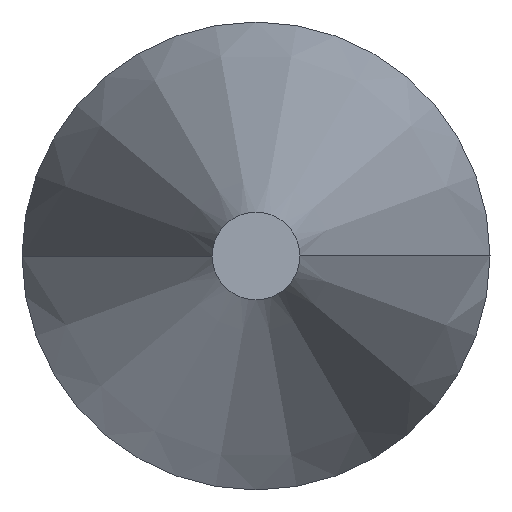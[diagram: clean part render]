
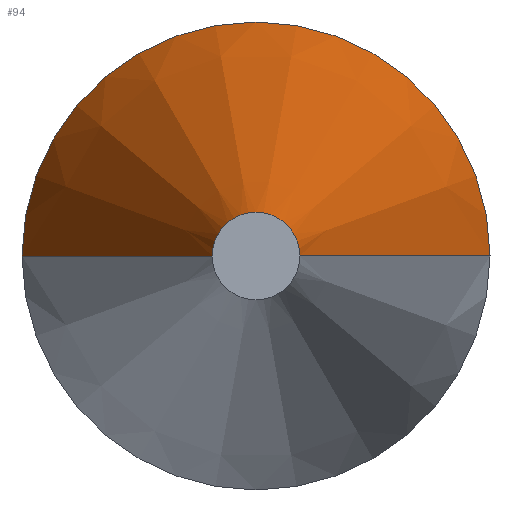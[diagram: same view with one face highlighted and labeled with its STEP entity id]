
A CAD part, front view. The second image highlights one B-rep face of the part: STEP entity #94.
In plain terms, the highlighted conical face has half-angle 15 degrees and reference radius 0.594 mm.
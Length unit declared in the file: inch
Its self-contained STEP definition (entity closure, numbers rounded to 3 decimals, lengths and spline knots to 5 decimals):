
#1 = EDGE_CURVE ( 'NONE', #36, #65, #68, .T. ) ;
#16 = CARTESIAN_POINT ( 'NONE',  ( -0.0234, 0.25, 0. ) ) ;
#18 = LINE ( 'NONE', #258, #124 ) ;
#19 = CIRCLE ( 'NONE', #319, 0.0234 ) ;
#24 = AXIS2_PLACEMENT_3D ( 'NONE', #320, #37, #349 ) ;
#27 = DIRECTION ( 'NONE',  ( 0.259, 0.966, 0. ) ) ;
#36 = VERTEX_POINT ( 'NONE', #205 ) ;
#37 = DIRECTION ( 'NONE',  ( 0., 1., 0. ) ) ;
#42 = CARTESIAN_POINT ( 'NONE',  ( 0.0234, 0.25, 0. ) ) ;
#44 = ORIENTED_EDGE ( 'NONE', *, *, #213, .F. ) ;
#62 = EDGE_CURVE ( 'NONE', #117, #36, #19, .T. ) ;
#65 = VERTEX_POINT ( 'NONE', #237 ) ;
#68 = LINE ( 'NONE', #42, #277 ) ;
#70 = DIRECTION ( 'NONE',  ( -0.259, 0.966, 0. ) ) ;
#71 = CARTESIAN_POINT ( 'NONE',  ( 0., 0.25, 0. ) ) ;
#81 = FACE_OUTER_BOUND ( 'NONE', #283, .T. ) ;
#94 = ADVANCED_FACE ( 'NONE', ( #81 ), #121, .T. ) ;
#99 = DIRECTION ( 'NONE',  ( 0., 1., 0. ) ) ;
#117 = VERTEX_POINT ( 'NONE', #16 ) ;
#121 = CONICAL_SURFACE ( 'NONE', #24, 0.0234, 0.262 ) ;
#124 = VECTOR ( 'NONE', #70, 39.37008 ) ;
#136 = DIRECTION ( 'NONE',  ( -1., 0., 0. ) ) ;
#140 = DIRECTION ( 'NONE',  ( 0., 1., 0. ) ) ;
#205 = CARTESIAN_POINT ( 'NONE',  ( 0.0234, 0.25, 0. ) ) ;
#213 = EDGE_CURVE ( 'NONE', #294, #65, #261, .T. ) ;
#215 = ORIENTED_EDGE ( 'NONE', *, *, #62, .T. ) ;
#217 = DIRECTION ( 'NONE',  ( -1., 0., 0. ) ) ;
#237 = CARTESIAN_POINT ( 'NONE',  ( 0.125, 0.62918, 0. ) ) ;
#257 = ORIENTED_EDGE ( 'NONE', *, *, #342, .F. ) ;
#258 = CARTESIAN_POINT ( 'NONE',  ( -0.0234, 0.25, 0. ) ) ;
#261 = CIRCLE ( 'NONE', #334, 0.125 ) ;
#277 = VECTOR ( 'NONE', #27, 39.37008 ) ;
#283 = EDGE_LOOP ( 'NONE', ( #215, #348, #44, #257 ) ) ;
#294 = VERTEX_POINT ( 'NONE', #353 ) ;
#319 = AXIS2_PLACEMENT_3D ( 'NONE', #71, #99, #136 ) ;
#320 = CARTESIAN_POINT ( 'NONE',  ( 0., 0.25, 0. ) ) ;
#334 = AXIS2_PLACEMENT_3D ( 'NONE', #358, #140, #217 ) ;
#342 = EDGE_CURVE ( 'NONE', #117, #294, #18, .T. ) ;
#348 = ORIENTED_EDGE ( 'NONE', *, *, #1, .T. ) ;
#349 = DIRECTION ( 'NONE',  ( -1., 0., 0. ) ) ;
#353 = CARTESIAN_POINT ( 'NONE',  ( -0.125, 0.62918, 0. ) ) ;
#358 = CARTESIAN_POINT ( 'NONE',  ( 0., 0.62918, 0. ) ) ;
